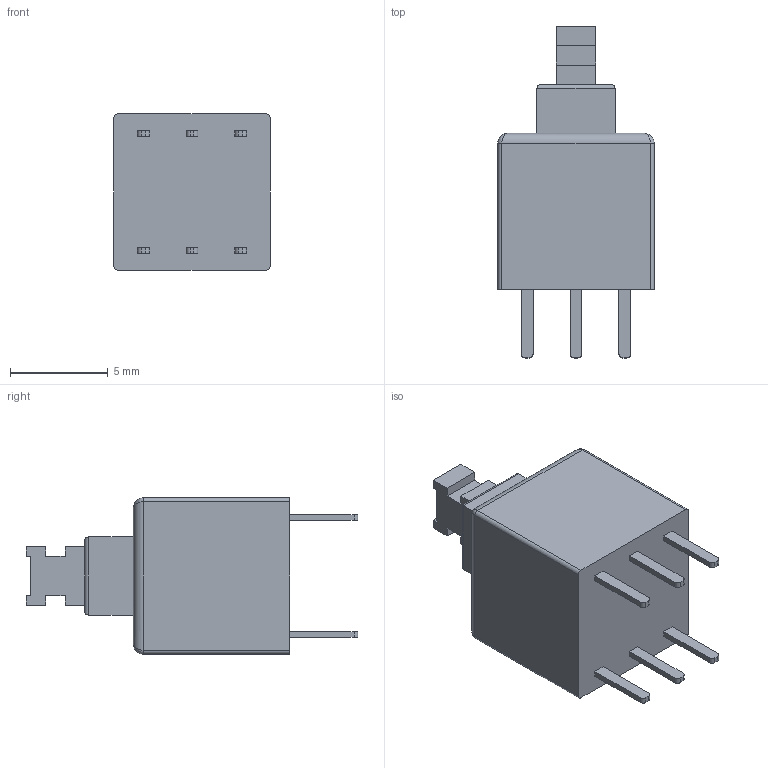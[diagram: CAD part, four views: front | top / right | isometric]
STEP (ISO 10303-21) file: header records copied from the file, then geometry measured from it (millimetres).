
FILE_DESCRIPTION(/* description */ (''),/* implementation_level */ '2;1');
FILE_NAME(/* name */ 'MHPS2285 v2.step',/* time_stamp */ '2018-05-28T11:07:36+02:00',/* author */ ('mC3D69'),/* organization */ (''),/* preprocessor_version */ 'ST-DEVELOPER v17',/* originating_system */ 'Autodesk Translation Framework v7.1.0.215',/* authorisation */ '');
FILE_SCHEMA (('AUTOMOTIVE_DESIGN { 1 0 10303 214 3 1 1 }'));
Length unit declared in the file: millimetre
Products named in the file (1): MHPS2285
Bounding box: 8 x 17 x 8 mm (x, y, z)
Volume: 568.7 mm3; surface area: 482.1 mm2
Topology: 1 solids, 1 shells, 86 faces, 216 edges, 136 vertices
Faces by surface type: plane 58, cylinder 24, bspline 4
Entity records: 2708 total; most frequent: CARTESIAN_POINT 531, ORIENTED_EDGE 424, DIRECTION 422, EDGE_CURVE 212, LINE 168, VECTOR 168, VERTEX_POINT 136, AXIS2_PLACEMENT_3D 127
